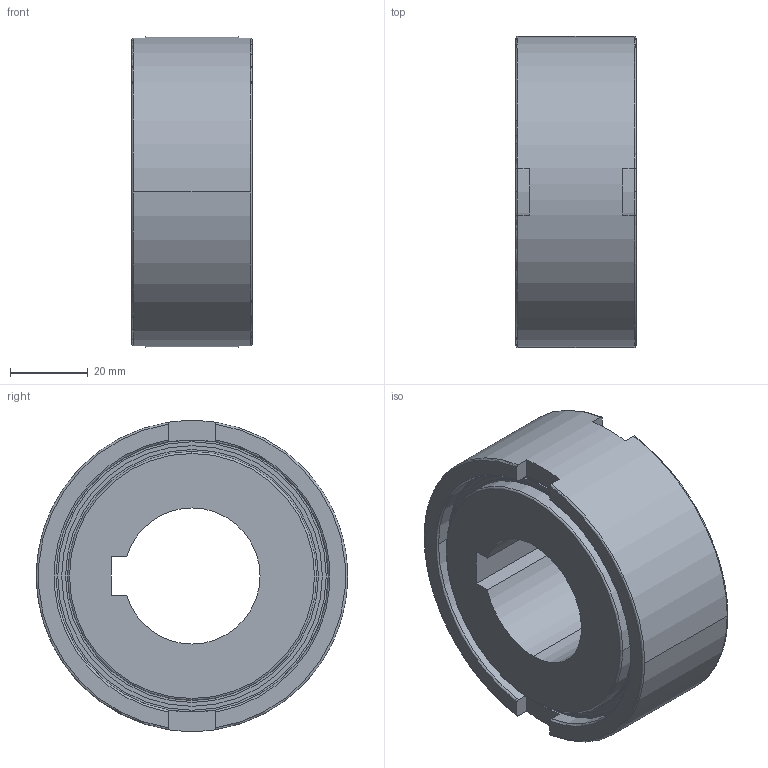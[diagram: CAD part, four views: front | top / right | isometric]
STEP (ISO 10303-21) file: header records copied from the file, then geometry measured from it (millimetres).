
FILE_DESCRIPTION(('STEP AP214'),'1');
FILE_NAME('usnu_35.stp','2019-09-14T09:25:45',('TraceParts'),('TraceParts S.A.'),'Spatial InterOp 3D',' ',' ');
FILE_SCHEMA(('AUTOMOTIVE_DESIGN { 1 0 10303 214 1 1 1 1 }'));
Length unit declared in the file: millimetre
Products named in the file (1): usnu_35
Bounding box: 31 x 80 x 79.9 mm (x, y, z)
Volume: 118404.3 mm3; surface area: 23484.1 mm2
Topology: 1 solids, 1 shells, 72 faces, 182 edges, 122 vertices
Faces by surface type: plane 31, cylinder 29, torus 12
Entity records: 2813 total; most frequent: CARTESIAN_POINT 985, DIRECTION 408, ORIENTED_EDGE 364, EDGE_CURVE 182, AXIS2_PLACEMENT_3D 169, VERTEX_POINT 122, CIRCLE 96, EDGE_LOOP 84
